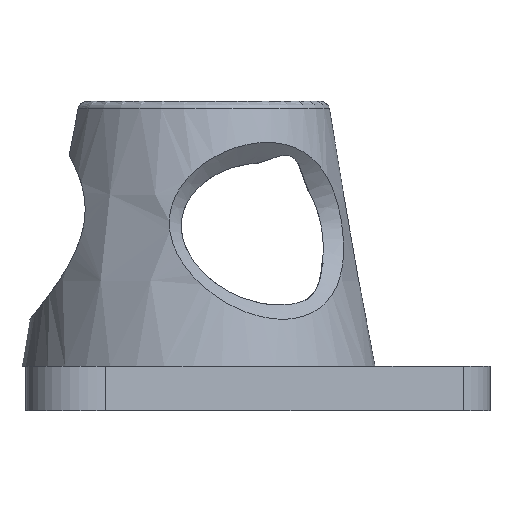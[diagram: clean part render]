
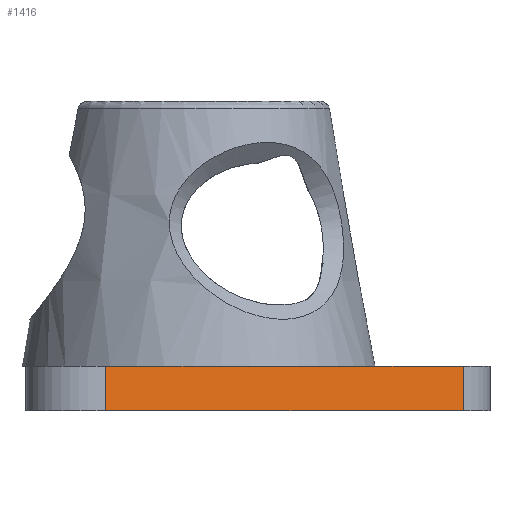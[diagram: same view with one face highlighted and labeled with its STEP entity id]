
A CAD part, left-side view. The second image highlights one B-rep face of the part: STEP entity #1416.
In plain terms, the highlighted planar face has unit normal (-0.866, -0.5, 0).
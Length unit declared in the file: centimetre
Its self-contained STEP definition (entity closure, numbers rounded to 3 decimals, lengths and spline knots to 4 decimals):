
#175=VECTOR('',#1617,1.);
#181=VECTOR('',#1695,1.);
#183=VECTOR('',#1708,1.);
#185=VECTOR('',#1711,1.);
#200=LINE('',#2339,#175);
#206=LINE('',#6780,#181);
#208=LINE('',#6794,#183);
#210=LINE('',#6797,#185);
#330=VERTEX_POINT('',#2236);
#331=VERTEX_POINT('',#2237);
#352=VERTEX_POINT('',#2337);
#354=VERTEX_POINT('',#2340);
#435=VERTEX_POINT('',#6783);
#439=VERTEX_POINT('',#6790);
#554=EDGE_CURVE('',#354,#352,#200,.T.);
#670=EDGE_CURVE('',#331,#330,#206,.T.);
#672=EDGE_CURVE('',#435,#331,#206,.T.);
#678=EDGE_CURVE('',#330,#439,#206,.T.);
#680=EDGE_CURVE('',#435,#352,#208,.T.);
#682=EDGE_CURVE('',#354,#439,#210,.T.);
#1038=ORIENTED_EDGE('',*,*,#680,.F.);
#1039=ORIENTED_EDGE('',*,*,#672,.T.);
#1040=ORIENTED_EDGE('',*,*,#670,.T.);
#1041=ORIENTED_EDGE('',*,*,#678,.T.);
#1042=ORIENTED_EDGE('',*,*,#682,.F.);
#1043=ORIENTED_EDGE('',*,*,#554,.T.);
#1192=EDGE_LOOP('',(#1038,#1039,#1040,#1041,#1042,#1043));
#1322=FACE_BOUND('',#1192,.T.);
#1416=ADVANCED_FACE('',(#1322),#6842,.T.);
#1518=AXIS2_PLACEMENT_3D('',#6796,#1710,$);
#1617=DIRECTION('',(0.5,-0.866,0.));
#1695=DIRECTION('',(-0.5,0.866,0.));
#1708=DIRECTION('',(0.,0.,-1.));
#1710=DIRECTION('',(-0.866,-0.5,0.));
#1711=DIRECTION('',(0.,0.,1.));
#2236=CARTESIAN_POINT('',(-1.911,-0.5901,0.5));
#2237=CARTESIAN_POINT('',(-1.4665,-1.3599,0.5));
#2337=CARTESIAN_POINT('',(-0.5196,-3.,0.));
#2339=CARTESIAN_POINT('',(-3.3775,1.95,0.));
#2340=CARTESIAN_POINT('',(-2.8579,1.05,0.));
#6780=CARTESIAN_POINT('',(-3.3775,1.95,0.5));
#6783=CARTESIAN_POINT('',(-0.5196,-3.,0.5));
#6790=CARTESIAN_POINT('',(-2.8579,1.05,0.5));
#6794=CARTESIAN_POINT('',(-0.5196,-3.,0.));
#6796=CARTESIAN_POINT('',(-1.6887,-0.975,0.));
#6797=CARTESIAN_POINT('',(-2.8579,1.05,0.));
#6842=PLANE('',#1518);
